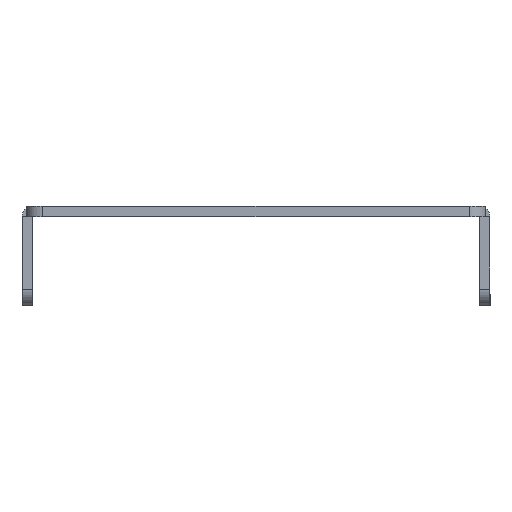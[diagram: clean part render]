
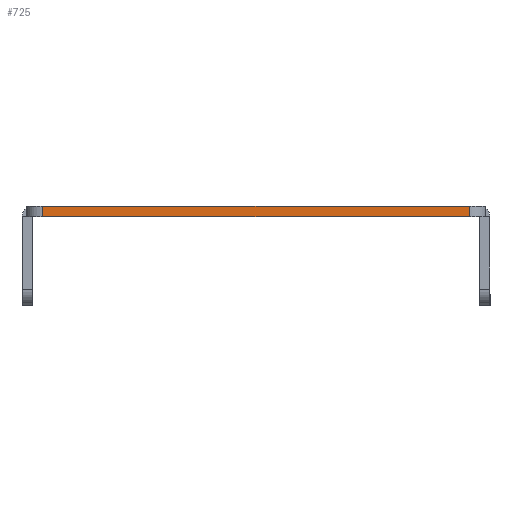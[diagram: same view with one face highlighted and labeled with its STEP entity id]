
A CAD part, left-side view. The second image highlights one B-rep face of the part: STEP entity #725.
In plain terms, the highlighted planar face has unit normal (-1, 0, 0).
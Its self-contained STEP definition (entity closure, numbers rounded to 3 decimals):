
#41 = FACE_OUTER_BOUND ( 'NONE', #286, .T. ) ;
#286 = EDGE_LOOP ( 'NONE', ( #434, #435, #436, #431 ) ) ;
#349 = EDGE_CURVE ( 'NONE', #1189, #1199, #1459, .T. ) ;
#370 = EDGE_CURVE ( 'NONE', #1190, #1204, #1412, .T. ) ;
#431 = ORIENTED_EDGE ( 'NONE', *, *, #470, .T. ) ;
#434 = ORIENTED_EDGE ( 'NONE', *, *, #349, .F. ) ;
#435 = ORIENTED_EDGE ( 'NONE', *, *, #464, .T. ) ;
#436 = ORIENTED_EDGE ( 'NONE', *, *, #370, .T. ) ;
#464 = EDGE_CURVE ( 'NONE', #1189, #1190, #1380, .T. ) ;
#470 = EDGE_CURVE ( 'NONE', #1204, #1199, #1364, .T. ) ;
#533 = AXIS2_PLACEMENT_3D ( 'NONE', #984, #973, #974 ) ;
#725 = ADVANCED_FACE ( 'NONE', ( #41 ), #983, .F. ) ;
#775 = CARTESIAN_POINT ( 'NONE',  ( -712.5, -51.5, 0. ) ) ;
#858 = CARTESIAN_POINT ( 'NONE',  ( -712.5, 51.5, 0. ) ) ;
#901 = CARTESIAN_POINT ( 'NONE',  ( -712.5, -51.5, 2.5 ) ) ;
#904 = CARTESIAN_POINT ( 'NONE',  ( -712.5, 51.5, 2.5 ) ) ;
#973 = DIRECTION ( 'NONE',  ( 1., 0., 0. ) ) ;
#974 = DIRECTION ( 'NONE',  ( 0., 0., -1. ) ) ;
#983 = PLANE ( 'NONE',  #533 ) ;
#984 = CARTESIAN_POINT ( 'NONE',  ( -712.5, 55.5, 2.5 ) ) ;
#990 = DIRECTION ( 'NONE',  ( 0., -1., 0. ) ) ;
#991 = CARTESIAN_POINT ( 'NONE',  ( -712.5, 55.5, 0. ) ) ;
#1189 = VERTEX_POINT ( 'NONE', #904 ) ;
#1190 = VERTEX_POINT ( 'NONE', #858 ) ;
#1199 = VERTEX_POINT ( 'NONE', #901 ) ;
#1204 = VERTEX_POINT ( 'NONE', #775 ) ;
#1262 = DIRECTION ( 'NONE',  ( 0., -1., 0. ) ) ;
#1266 = CARTESIAN_POINT ( 'NONE',  ( -712.5, 55.5, 2.5 ) ) ;
#1309 = DIRECTION ( 'NONE',  ( 0., 0., 1. ) ) ;
#1310 = CARTESIAN_POINT ( 'NONE',  ( -712.5, -51.5, 2.5 ) ) ;
#1324 = DIRECTION ( 'NONE',  ( 0., 0., -1. ) ) ;
#1325 = CARTESIAN_POINT ( 'NONE',  ( -712.5, 51.5, 2.5 ) ) ;
#1363 = VECTOR ( 'NONE', #1309, 1000. ) ;
#1364 = LINE ( 'NONE', #1310, #1363 ) ;
#1379 = VECTOR ( 'NONE', #1324, 1000. ) ;
#1380 = LINE ( 'NONE', #1325, #1379 ) ;
#1412 = LINE ( 'NONE', #991, #1418 ) ;
#1418 = VECTOR ( 'NONE', #990, 1000. ) ;
#1420 = VECTOR ( 'NONE', #1262, 1000. ) ;
#1459 = LINE ( 'NONE', #1266, #1420 ) ;
